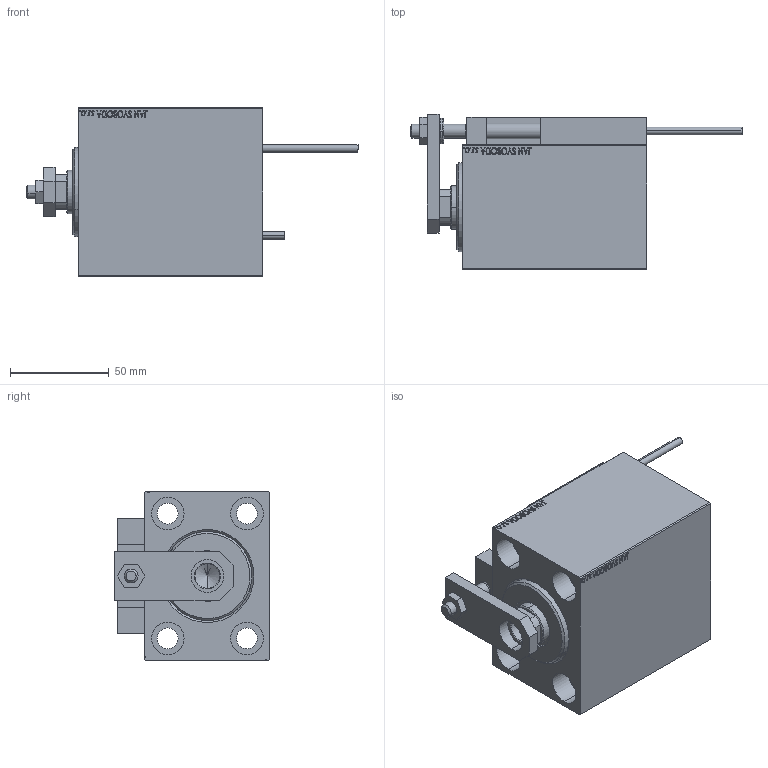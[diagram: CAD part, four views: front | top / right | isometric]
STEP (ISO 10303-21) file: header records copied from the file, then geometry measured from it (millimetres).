
FILE_DESCRIPTION (( 'STEP AP203' ), '1' );
FILE_NAME ('2ef7.STEP', '2024-02-12T16:53:53', ( '' ), ( '' ), 'SwSTEP 2.0', 'SolidWorks 2019', '' );
FILE_SCHEMA (( 'CONFIG_CONTROL_DESIGN' ));
Length unit declared in the file: millimetre
Products named in the file (15): Block 620882f487e5c9ef88f23cfab1621213; V450CM_C_Body 620882f487e5c9ef88f23cfab1621213; SWITCH_X_FRONT_BACK 620882f487e5c9ef88f23cfab1621213; SWITCH DIM B,W 620882f487e5c9ef88f23cfab1621213; SWITCH X 620882f487e5c9ef88f23cfab1621213; MAGNET 620882f487e5c9ef88f23cfab1621213; NUT_D12 620882f487e5c9ef88f23cfab1621213; ALLEN BOLT D5 620882f487e5c9ef88f23cfab1621213; ALLEN BOLT D8 620882f487e5c9ef88f23cfab1621213; KONCOVKA 620882f487e5c9ef88f23cfab1621213; ZARAZKA 620882f487e5c9ef88f23cfab1621213; V450CM_VC_B 620882f487e5c9ef88f23cfab1621213; TYC_L79 620882f487e5c9ef88f23cfab1621213; 2ef7; V450CM_C_VCP 620882f487e5c9ef88f23cfab1621213
Assembly tree (24 placements, depth 3):
  2ef7
    V450CM_C_Body 620882f487e5c9ef88f23cfab1621213
    SWITCH X 620882f487e5c9ef88f23cfab1621213
      SWITCH_X_FRONT_BACK 620882f487e5c9ef88f23cfab1621213  x2
      TYC_L79 620882f487e5c9ef88f23cfab1621213
      Block 620882f487e5c9ef88f23cfab1621213  x2
      ALLEN BOLT D5 620882f487e5c9ef88f23cfab1621213  x4
      ALLEN BOLT D8 620882f487e5c9ef88f23cfab1621213  x4
      MAGNET 620882f487e5c9ef88f23cfab1621213  x2
      KONCOVKA 620882f487e5c9ef88f23cfab1621213  x2
    NUT_D12 620882f487e5c9ef88f23cfab1621213
    SWITCH DIM B,W 620882f487e5c9ef88f23cfab1621213
    ZARAZKA 620882f487e5c9ef88f23cfab1621213
    V450CM_C_VCP 620882f487e5c9ef88f23cfab1621213
    V450CM_VC_B 620882f487e5c9ef88f23cfab1621213
Bounding box: 167.7 x 78.5 x 85 mm (x, y, z)
Volume: 478649.3 mm3; surface area: 106384.3 mm2
Topology: 23 solids, 23 shells, 1278 faces, 3056 edges, 1955 vertices
Faces by surface type: plane 560, bspline 380, cylinder 184, cone 106, torus 44, sphere 4
Entity records: 50043 total; most frequent: CARTESIAN_POINT 25886, ORIENTED_EDGE 5132, DIRECTION 3438, EDGE_CURVE 2566, VERTEX_POINT 1679, VECTOR 1480, LINE 1480, EDGE_LOOP 1187
